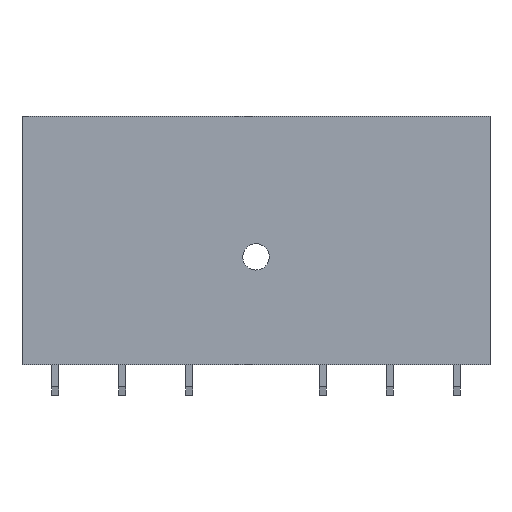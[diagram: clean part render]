
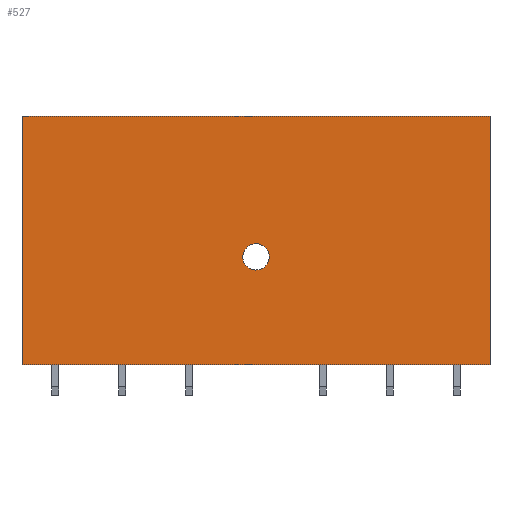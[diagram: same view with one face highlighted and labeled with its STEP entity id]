
A CAD part, front view. The second image highlights one B-rep face of the part: STEP entity #527.
In plain terms, the highlighted planar face has unit normal (0, -1, 0).
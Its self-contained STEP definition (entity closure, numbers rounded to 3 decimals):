
#482=AXIS2_PLACEMENT_3D('Plane Axis2P3D',#479,#480,#481) ;
#511=AXIS2_PLACEMENT_3D('Circle Axis2P3D',#509,#510,$) ;
#520=AXIS2_PLACEMENT_3D('Circle Axis2P3D',#518,#519,$) ;
#42=CARTESIAN_POINT('Vertex',(53.34,0.,3.5)) ;
#45=CARTESIAN_POINT('Line Origine',(26.67,0.,3.5)) ;
#49=CARTESIAN_POINT('Vertex',(0.,0.,3.5)) ;
#479=CARTESIAN_POINT('Axis2P3D Location',(0.,0.,31.8)) ;
#484=CARTESIAN_POINT('Line Origine',(53.34,0.,17.65)) ;
#488=CARTESIAN_POINT('Vertex',(53.34,0.,31.8)) ;
#491=CARTESIAN_POINT('Line Origine',(26.67,0.,31.8)) ;
#495=CARTESIAN_POINT('Vertex',(0.,0.,31.8)) ;
#498=CARTESIAN_POINT('Line Origine',(0.,0.,17.65)) ;
#509=CARTESIAN_POINT('Axis2P3D Location',(26.67,0.,15.8)) ;
#513=CARTESIAN_POINT('Vertex',(25.951,0.,17.116)) ;
#515=CARTESIAN_POINT('Vertex',(27.389,0.,14.484)) ;
#518=CARTESIAN_POINT('Axis2P3D Location',(26.67,0.,15.8)) ;
#46=DIRECTION('Vector Direction',(1.,0.,0.)) ;
#480=DIRECTION('Axis2P3D Direction',(0.,-1.,0.)) ;
#481=DIRECTION('Axis2P3D XDirection',(0.,0.,-1.)) ;
#485=DIRECTION('Vector Direction',(0.,0.,-1.)) ;
#492=DIRECTION('Vector Direction',(1.,0.,0.)) ;
#499=DIRECTION('Vector Direction',(0.,0.,-1.)) ;
#510=DIRECTION('Axis2P3D Direction',(0.,-1.,0.)) ;
#519=DIRECTION('Axis2P3D Direction',(0.,-1.,0.)) ;
#47=VECTOR('Line Direction',#46,1.) ;
#486=VECTOR('Line Direction',#485,1.) ;
#493=VECTOR('Line Direction',#492,1.) ;
#500=VECTOR('Line Direction',#499,1.) ;
#504=ORIENTED_EDGE('',*,*,#490,.T.) ;
#505=ORIENTED_EDGE('',*,*,#497,.F.) ;
#506=ORIENTED_EDGE('',*,*,#502,.F.) ;
#507=ORIENTED_EDGE('',*,*,#51,.T.) ;
#524=ORIENTED_EDGE('',*,*,#517,.F.) ;
#525=ORIENTED_EDGE('',*,*,#522,.F.) ;
#526=FACE_BOUND('',#523,.T.) ;
#527=ADVANCED_FACE('HOUSING',(#508,#526),#483,.T.) ;
#512=CIRCLE('generated circle',#511,1.5) ;
#521=CIRCLE('generated circle',#520,1.5) ;
#51=EDGE_CURVE('',#50,#43,#48,.T.) ;
#490=EDGE_CURVE('',#43,#489,#487,.F.) ;
#497=EDGE_CURVE('',#496,#489,#494,.T.) ;
#502=EDGE_CURVE('',#50,#496,#501,.F.) ;
#517=EDGE_CURVE('',#514,#516,#512,.T.) ;
#522=EDGE_CURVE('',#516,#514,#521,.T.) ;
#503=EDGE_LOOP('',(#504,#505,#506,#507)) ;
#523=EDGE_LOOP('',(#524,#525)) ;
#508=FACE_OUTER_BOUND('',#503,.T.) ;
#48=LINE('Line',#45,#47) ;
#487=LINE('Line',#484,#486) ;
#494=LINE('Line',#491,#493) ;
#501=LINE('Line',#498,#500) ;
#483=PLANE('',#482) ;
#43=VERTEX_POINT('',#42) ;
#50=VERTEX_POINT('',#49) ;
#489=VERTEX_POINT('',#488) ;
#496=VERTEX_POINT('',#495) ;
#514=VERTEX_POINT('',#513) ;
#516=VERTEX_POINT('',#515) ;
